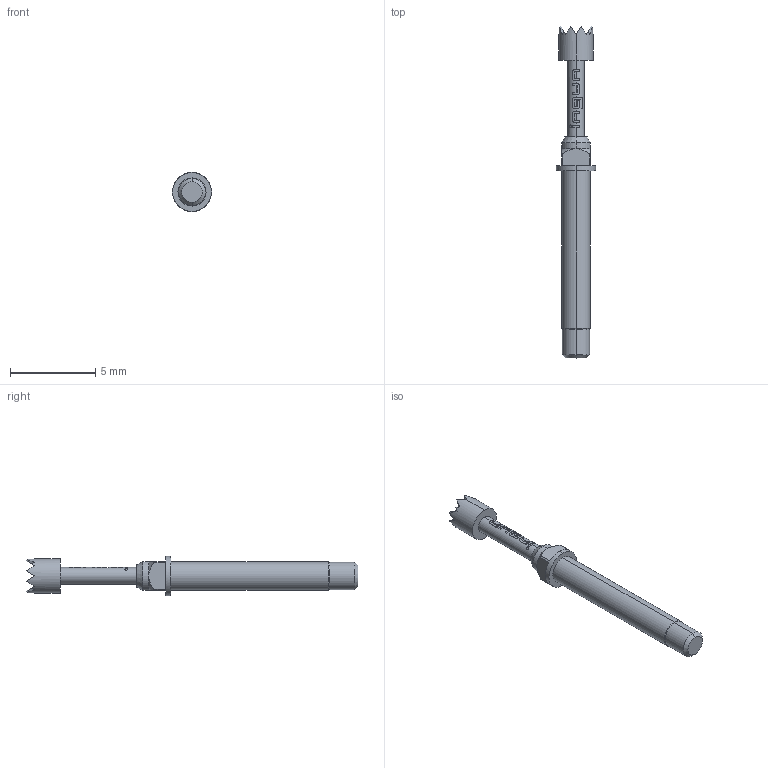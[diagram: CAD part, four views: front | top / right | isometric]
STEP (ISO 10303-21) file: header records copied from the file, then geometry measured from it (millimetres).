
FILE_DESCRIPTION (( 'STEP AP203' ), '1' );
FILE_NAME ('INGUN_GKS-427_306_200_A_xx02_M.STEP', '2022-01-27T07:52:46', ( 'ochi' ), ( '' ), 'SwSTEP 2.0', 'SolidWorks 2018', '' );
FILE_SCHEMA (( 'CONFIG_CONTROL_DESIGN' ));
Length unit declared in the file: millimetre
Products named in the file (1): INGUN_GKS-427_306_200_A_xx02_M
Bounding box: 2.3 x 19.5 x 2.3 mm (x, y, z)
Volume: 37.4 mm3; surface area: 108.2 mm2
Topology: 1 solids, 1 shells, 162 faces, 395 edges, 239 vertices
Faces by surface type: plane 108, bspline 22, cylinder 22, cone 10
Entity records: 5022 total; most frequent: CARTESIAN_POINT 1443, ORIENTED_EDGE 790, DIRECTION 645, EDGE_CURVE 395, VERTEX_POINT 239, AXIS2_PLACEMENT_3D 235, LINE 175, VECTOR 175
